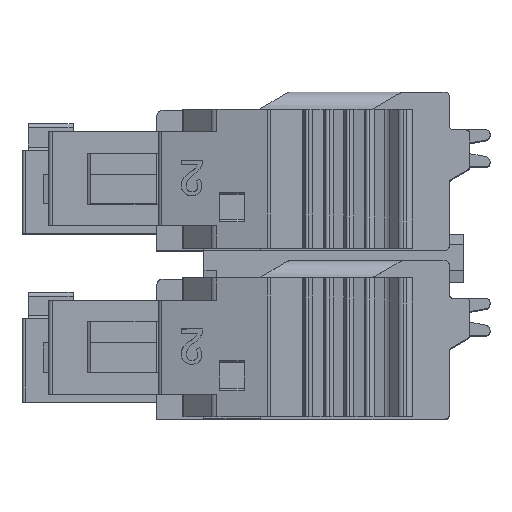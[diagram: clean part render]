
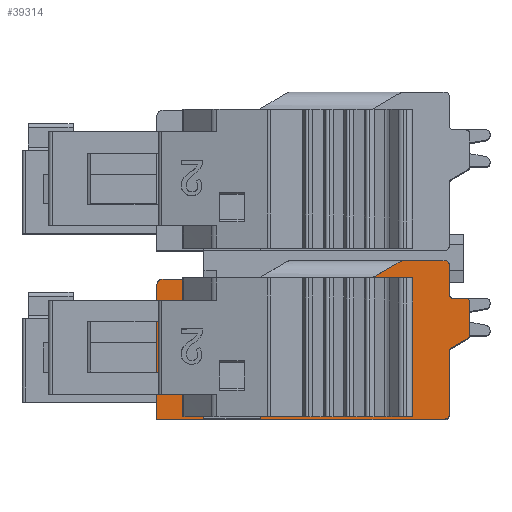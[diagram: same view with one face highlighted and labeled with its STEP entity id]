
A CAD part, top view. The second image highlights one B-rep face of the part: STEP entity #39314.
In plain terms, the highlighted planar face has unit normal (0, 0, 1).
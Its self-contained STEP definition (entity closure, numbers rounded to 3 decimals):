
#5939=DIRECTION('',(0.,-1.,0.));
#5940=VECTOR('',#5939,6.75);
#5941=CARTESIAN_POINT('',(26.932,15.188,33.775));
#5942=LINE('',#5941,#5940);
#5943=DIRECTION('',(1.,0.,0.));
#5944=VECTOR('',#5943,2.497);
#5945=CARTESIAN_POINT('',(27.901,15.188,33.775));
#5946=LINE('',#5945,#5944);
#5947=DIRECTION('',(0.866,0.5,0.));
#5948=VECTOR('',#5947,1.8);
#5949=CARTESIAN_POINT('',(30.397,15.188,33.775));
#5950=LINE('',#5949,#5948);
#5951=DIRECTION('',(1.,0.,0.));
#5952=VECTOR('',#5951,2.1);
#5953=CARTESIAN_POINT('',(31.956,16.088,33.775));
#5954=LINE('',#5953,#5952);
#5955=CARTESIAN_POINT('',(34.056,15.888,33.775));
#5956=DIRECTION('',(0.,0.,-1.));
#5957=DIRECTION('',(0.,1.,0.));
#5958=AXIS2_PLACEMENT_3D('',#5955,#5956,#5957);
#5960=DIRECTION('',(0.,-1.,0.));
#5961=VECTOR('',#5960,1.45);
#5962=CARTESIAN_POINT('',(34.256,15.888,33.775));
#5963=LINE('',#5962,#5961);
#5964=CARTESIAN_POINT('',(34.456,14.438,33.775));
#5965=DIRECTION('',(0.,0.,1.));
#5966=DIRECTION('',(-1.,0.,0.));
#5967=AXIS2_PLACEMENT_3D('',#5964,#5965,#5966);
#5969=DIRECTION('',(1.,0.,0.));
#5970=VECTOR('',#5969,0.6);
#5971=CARTESIAN_POINT('',(34.456,14.238,33.775));
#5972=LINE('',#5971,#5970);
#5973=CARTESIAN_POINT('',(35.056,14.038,33.775));
#5974=DIRECTION('',(0.,0.,-1.));
#5975=DIRECTION('',(0.,1.,0.));
#5976=AXIS2_PLACEMENT_3D('',#5973,#5974,#5975);
#5978=DIRECTION('',(0.,-1.,0.));
#5979=VECTOR('',#5978,1.585);
#5980=CARTESIAN_POINT('',(35.256,14.038,33.775));
#5981=LINE('',#5980,#5979);
#5982=CARTESIAN_POINT('',(35.056,12.453,33.775));
#5983=DIRECTION('',(0.,0.,-1.));
#5984=DIRECTION('',(1.,0.,0.));
#5985=AXIS2_PLACEMENT_3D('',#5982,#5983,#5984);
#5987=DIRECTION('',(-0.866,-0.5,0.));
#5988=VECTOR('',#5987,0.924);
#5989=CARTESIAN_POINT('',(35.156,12.28,33.775));
#5990=LINE('',#5989,#5988);
#5991=CARTESIAN_POINT('',(34.456,11.645,33.775));
#5992=DIRECTION('',(0.,0.,1.));
#5993=DIRECTION('',(-0.5,0.866,0.));
#5994=AXIS2_PLACEMENT_3D('',#5991,#5992,#5993);
#5996=DIRECTION('',(0.,-1.,0.));
#5997=VECTOR('',#5996,3.107);
#5998=CARTESIAN_POINT('',(34.256,11.645,33.775));
#5999=LINE('',#5998,#5997);
#6000=CARTESIAN_POINT('',(34.056,8.538,33.775));
#6001=DIRECTION('',(0.,0.,-1.));
#6002=DIRECTION('',(1.,0.,0.));
#6003=AXIS2_PLACEMENT_3D('',#6000,#6001,#6002);
#6005=DIRECTION('',(-1.,0.,0.));
#6006=VECTOR('',#6005,14.1);
#6007=CARTESIAN_POINT('',(34.056,8.338,33.775));
#6008=LINE('',#6007,#6006);
#6009=DIRECTION('',(0.,1.,0.));
#6010=VECTOR('',#6009,6.55);
#6011=CARTESIAN_POINT('',(19.956,8.338,33.775));
#6012=LINE('',#6011,#6010);
#6013=CARTESIAN_POINT('',(20.256,14.888,33.775));
#6014=DIRECTION('',(0.,0.,-1.));
#6015=DIRECTION('',(-1.,0.,0.));
#6016=AXIS2_PLACEMENT_3D('',#6013,#6014,#6015);
#6018=DIRECTION('',(1.,0.,0.));
#6019=VECTOR('',#6018,6.676);
#6020=CARTESIAN_POINT('',(20.256,15.188,33.775));
#6021=LINE('',#6020,#6019);
#6022=DIRECTION('',(0.,-1.,0.));
#6023=VECTOR('',#6022,5.73);
#6024=CARTESIAN_POINT('',(22.765,14.218,33.775));
#6025=LINE('',#6024,#6023);
#6026=DIRECTION('',(0.,1.,0.));
#6027=VECTOR('',#6026,5.73);
#6028=CARTESIAN_POINT('',(24.486,8.488,33.775));
#6029=LINE('',#6028,#6027);
#6038=DIRECTION('',(0.,-1.,0.));
#6039=VECTOR('',#6038,6.75);
#6040=CARTESIAN_POINT('',(27.901,15.188,33.775));
#6041=LINE('',#6040,#6039);
#6183=DIRECTION('',(-1.,0.,0.));
#6184=VECTOR('',#6183,0.968);
#6185=CARTESIAN_POINT('',(27.901,8.438,33.775));
#6186=LINE('',#6185,#6184);
#7452=DIRECTION('',(-1.,0.,0.));
#7453=VECTOR('',#7452,1.721);
#7454=CARTESIAN_POINT('',(24.486,8.488,33.775));
#7455=LINE('',#7454,#7453);
#7468=DIRECTION('',(1.,0.,0.));
#7469=VECTOR('',#7468,1.721);
#7470=CARTESIAN_POINT('',(22.765,14.218,33.775));
#7471=LINE('',#7470,#7469);
#25884=CARTESIAN_POINT('',(34.256,8.538,33.775));
#25886=VERTEX_POINT('',#25884);
#25888=CARTESIAN_POINT('',(34.256,11.645,33.775));
#25889=VERTEX_POINT('',#25888);
#26126=CARTESIAN_POINT('',(34.056,8.338,33.775));
#26128=VERTEX_POINT('',#26126);
#26130=CARTESIAN_POINT('',(19.956,8.338,33.775));
#26132=VERTEX_POINT('',#26130);
#26347=CARTESIAN_POINT('',(19.956,14.888,33.775));
#26348=VERTEX_POINT('',#26347);
#26819=CARTESIAN_POINT('',(30.397,15.188,33.775));
#26820=VERTEX_POINT('',#26819);
#26821=CARTESIAN_POINT('',(27.901,15.188,33.775));
#26822=VERTEX_POINT('',#26821);
#26829=CARTESIAN_POINT('',(26.932,15.188,33.775));
#26830=VERTEX_POINT('',#26829);
#26831=CARTESIAN_POINT('',(20.256,15.188,33.775));
#26832=VERTEX_POINT('',#26831);
#29068=CARTESIAN_POINT('',(34.356,11.818,33.775));
#29069=VERTEX_POINT('',#29068);
#29070=CARTESIAN_POINT('',(35.156,12.28,33.775));
#29071=VERTEX_POINT('',#29070);
#29072=CARTESIAN_POINT('',(26.932,8.438,33.775));
#29073=VERTEX_POINT('',#29072);
#29074=CARTESIAN_POINT('',(27.901,8.438,33.775));
#29075=VERTEX_POINT('',#29074);
#29076=CARTESIAN_POINT('',(31.956,16.088,33.775));
#29077=VERTEX_POINT('',#29076);
#29078=CARTESIAN_POINT('',(34.056,16.088,33.775));
#29079=VERTEX_POINT('',#29078);
#29080=CARTESIAN_POINT('',(34.256,15.888,33.775));
#29081=VERTEX_POINT('',#29080);
#29082=CARTESIAN_POINT('',(34.256,14.438,33.775));
#29083=VERTEX_POINT('',#29082);
#29084=CARTESIAN_POINT('',(34.456,14.238,33.775));
#29085=VERTEX_POINT('',#29084);
#29086=CARTESIAN_POINT('',(35.056,14.238,33.775));
#29087=VERTEX_POINT('',#29086);
#29088=CARTESIAN_POINT('',(35.256,14.038,33.775));
#29089=VERTEX_POINT('',#29088);
#29090=CARTESIAN_POINT('',(35.256,12.453,33.775));
#29091=VERTEX_POINT('',#29090);
#29092=CARTESIAN_POINT('',(22.765,14.218,33.775));
#29093=CARTESIAN_POINT('',(22.765,8.488,33.775));
#29094=VERTEX_POINT('',#29092);
#29095=VERTEX_POINT('',#29093);
#29096=CARTESIAN_POINT('',(24.486,8.488,33.775));
#29097=VERTEX_POINT('',#29096);
#29098=CARTESIAN_POINT('',(24.486,14.218,33.775));
#29099=VERTEX_POINT('',#29098);
#39264=CARTESIAN_POINT('',(26.228,12.858,33.775));
#39265=DIRECTION('',(0.,0.,1.));
#39266=DIRECTION('',(1.,0.,0.));
#39267=AXIS2_PLACEMENT_3D('',#39264,#39265,#39266);
#39268=PLANE('',#39267);
#39270=ORIENTED_EDGE('',*,*,#39269,.T.);
#39272=ORIENTED_EDGE('',*,*,#39271,.F.);
#39274=ORIENTED_EDGE('',*,*,#39273,.F.);
#39275=ORIENTED_EDGE('',*,*,#34905,.T.);
#39277=ORIENTED_EDGE('',*,*,#39276,.T.);
#39278=ORIENTED_EDGE('',*,*,#38868,.T.);
#39280=ORIENTED_EDGE('',*,*,#39279,.T.);
#39282=ORIENTED_EDGE('',*,*,#39281,.T.);
#39284=ORIENTED_EDGE('',*,*,#39283,.T.);
#39286=ORIENTED_EDGE('',*,*,#39285,.T.);
#39288=ORIENTED_EDGE('',*,*,#39287,.T.);
#39290=ORIENTED_EDGE('',*,*,#39289,.T.);
#39292=ORIENTED_EDGE('',*,*,#39291,.T.);
#39293=ORIENTED_EDGE('',*,*,#39256,.T.);
#39294=ORIENTED_EDGE('',*,*,#39245,.T.);
#39295=ORIENTED_EDGE('',*,*,#34163,.T.);
#39296=ORIENTED_EDGE('',*,*,#34276,.T.);
#39297=ORIENTED_EDGE('',*,*,#34291,.T.);
#39298=ORIENTED_EDGE('',*,*,#34440,.T.);
#39300=ORIENTED_EDGE('',*,*,#39299,.T.);
#39301=ORIENTED_EDGE('',*,*,#34915,.T.);
#39302=EDGE_LOOP('',(#39270,#39272,#39274,#39275,#39277,#39278,#39280,#39282,
#39284,#39286,#39288,#39290,#39292,#39293,#39294,#39295,#39296,#39297,#39298,
#39300,#39301));
#39303=FACE_OUTER_BOUND('',#39302,.F.);
#39305=ORIENTED_EDGE('',*,*,#39304,.T.);
#39307=ORIENTED_EDGE('',*,*,#39306,.F.);
#39309=ORIENTED_EDGE('',*,*,#39308,.T.);
#39311=ORIENTED_EDGE('',*,*,#39310,.F.);
#39312=EDGE_LOOP('',(#39305,#39307,#39309,#39311));
#39313=FACE_BOUND('',#39312,.F.);
#5959=CIRCLE('',#5958,0.2);
#5968=CIRCLE('',#5967,0.2);
#5977=CIRCLE('',#5976,0.2);
#5986=CIRCLE('',#5985,0.2);
#5995=CIRCLE('',#5994,0.2);
#6004=CIRCLE('',#6003,0.2);
#6017=CIRCLE('',#6016,0.3);
#34163=EDGE_CURVE('',#25889,#25886,#5999,.T.);
#34276=EDGE_CURVE('',#25886,#26128,#6004,.T.);
#34291=EDGE_CURVE('',#26128,#26132,#6008,.T.);
#34440=EDGE_CURVE('',#26132,#26348,#6012,.T.);
#34905=EDGE_CURVE('',#26822,#26820,#5946,.T.);
#34915=EDGE_CURVE('',#26832,#26830,#6021,.T.);
#38868=EDGE_CURVE('',#29077,#29079,#5954,.T.);
#39245=EDGE_CURVE('',#29069,#25889,#5995,.T.);
#39256=EDGE_CURVE('',#29071,#29069,#5990,.T.);
#39269=EDGE_CURVE('',#26830,#29073,#5942,.T.);
#39271=EDGE_CURVE('',#29075,#29073,#6186,.T.);
#39273=EDGE_CURVE('',#26822,#29075,#6041,.T.);
#39276=EDGE_CURVE('',#26820,#29077,#5950,.T.);
#39279=EDGE_CURVE('',#29079,#29081,#5959,.T.);
#39281=EDGE_CURVE('',#29081,#29083,#5963,.T.);
#39283=EDGE_CURVE('',#29083,#29085,#5968,.T.);
#39285=EDGE_CURVE('',#29085,#29087,#5972,.T.);
#39287=EDGE_CURVE('',#29087,#29089,#5977,.T.);
#39289=EDGE_CURVE('',#29089,#29091,#5981,.T.);
#39291=EDGE_CURVE('',#29091,#29071,#5986,.T.);
#39299=EDGE_CURVE('',#26348,#26832,#6017,.T.);
#39304=EDGE_CURVE('',#29094,#29095,#6025,.T.);
#39306=EDGE_CURVE('',#29097,#29095,#7455,.T.);
#39308=EDGE_CURVE('',#29097,#29099,#6029,.T.);
#39310=EDGE_CURVE('',#29094,#29099,#7471,.T.);
#39314=ADVANCED_FACE('',(#39303,#39313),#39268,.T.);
